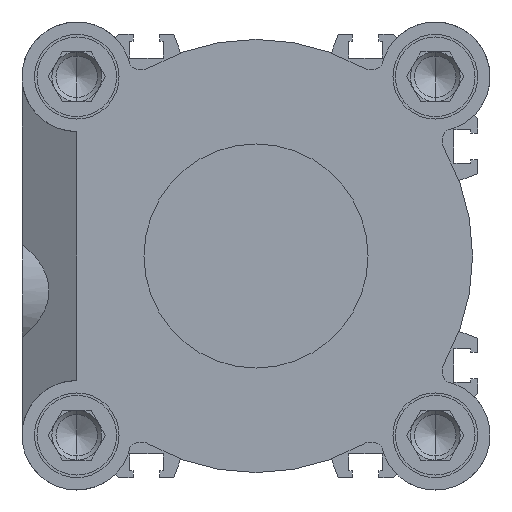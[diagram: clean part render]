
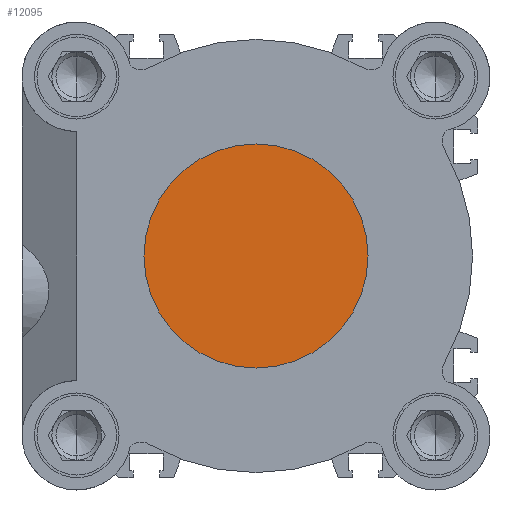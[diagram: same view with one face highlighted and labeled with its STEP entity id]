
A CAD part, left-side view. The second image highlights one B-rep face of the part: STEP entity #12095.
In plain terms, the highlighted face is planar.
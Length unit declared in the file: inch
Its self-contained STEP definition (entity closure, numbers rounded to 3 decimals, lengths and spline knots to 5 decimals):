
#15 = DIRECTION ( 'NONE',  ( -1., 0., 0. ) ) ;
#32 = CARTESIAN_POINT ( 'NONE',  ( 1.65354, 0., 0. ) ) ;
#50 = EDGE_CURVE ( 'NONE', #2780, #4968, #8514, .T. ) ;
#543 = DIRECTION ( 'NONE',  ( 0., 0., 1. ) ) ;
#596 = ORIENTED_EDGE ( 'NONE', *, *, #50, .F. ) ;
#964 = CARTESIAN_POINT ( 'NONE',  ( 1.65354, 0., 0.88583 ) ) ;
#2780 = VERTEX_POINT ( 'NONE', #5085 ) ;
#3121 = AXIS2_PLACEMENT_3D ( 'NONE', #4520, #5608, #12455 ) ;
#3274 = AXIS2_PLACEMENT_3D ( 'NONE', #32, #15, #11902 ) ;
#3340 = FACE_OUTER_BOUND ( 'NONE', #11423, .T. ) ;
#3354 = EDGE_CURVE ( 'NONE', #4968, #2780, #4833, .T. ) ;
#4520 = CARTESIAN_POINT ( 'NONE',  ( 1.65354, 0.88583, 0. ) ) ;
#4833 = CIRCLE ( 'NONE', #5155, 0.88583 ) ;
#4968 = VERTEX_POINT ( 'NONE', #964 ) ;
#5085 = CARTESIAN_POINT ( 'NONE',  ( 1.65354, 0., -0.88583 ) ) ;
#5155 = AXIS2_PLACEMENT_3D ( 'NONE', #12398, #6515, #543 ) ;
#5608 = DIRECTION ( 'NONE',  ( -1., 0., 0. ) ) ;
#6515 = DIRECTION ( 'NONE',  ( -1., 0., 0. ) ) ;
#8514 = CIRCLE ( 'NONE', #3274, 0.88583 ) ;
#10488 = PLANE ( 'NONE',  #3121 ) ;
#11423 = EDGE_LOOP ( 'NONE', ( #12304, #596 ) ) ;
#11902 = DIRECTION ( 'NONE',  ( 0., 0., 1. ) ) ;
#12095 = ADVANCED_FACE ( 'NONE', ( #3340 ), #10488, .F. ) ;
#12304 = ORIENTED_EDGE ( 'NONE', *, *, #3354, .F. ) ;
#12398 = CARTESIAN_POINT ( 'NONE',  ( 1.65354, 0., 0. ) ) ;
#12455 = DIRECTION ( 'NONE',  ( 0., 0., 1. ) ) ;
